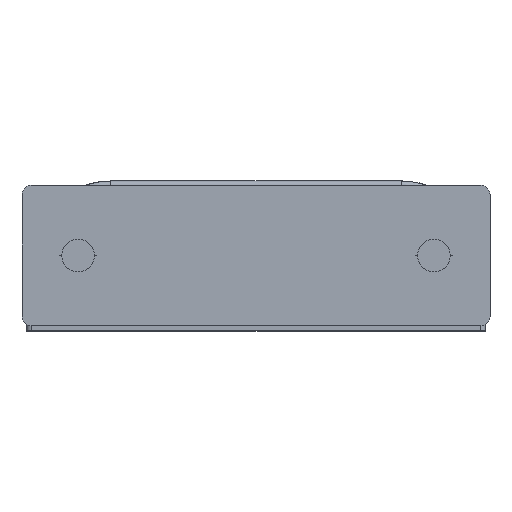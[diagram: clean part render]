
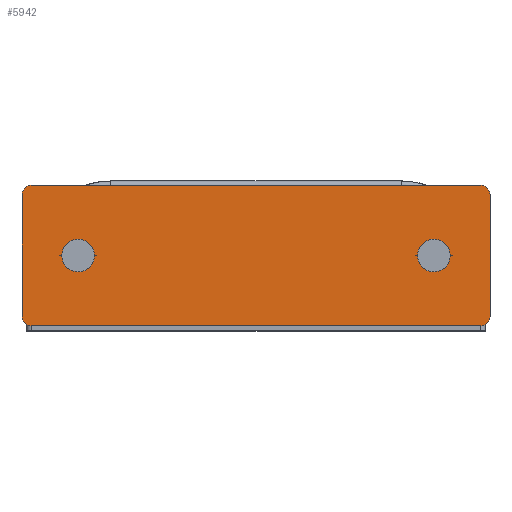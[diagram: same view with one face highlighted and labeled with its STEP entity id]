
A CAD part, top view. The second image highlights one B-rep face of the part: STEP entity #5942.
In plain terms, the highlighted planar face has unit normal (0, 0, 1).
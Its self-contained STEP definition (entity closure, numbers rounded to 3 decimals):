
#92 = DIRECTION ( 'NONE',  ( 1., 0., 0. ) ) ;
#93 = EDGE_CURVE ( 'NONE', #952, #228, #2428, .T. ) ;
#228 = VERTEX_POINT ( 'NONE', #3108 ) ;
#234 = CARTESIAN_POINT ( 'NONE',  ( 24., -7.5, 1.5 ) ) ;
#272 = CARTESIAN_POINT ( 'NONE',  ( 17.25, 0., 1.5 ) ) ;
#283 = CARTESIAN_POINT ( 'NONE',  ( -25., 7.5, 1.5 ) ) ;
#291 = VERTEX_POINT ( 'NONE', #1775 ) ;
#371 = DIRECTION ( 'NONE',  ( 0., 0., 1. ) ) ;
#404 = FACE_BOUND ( 'NONE', #2111, .T. ) ;
#442 = ORIENTED_EDGE ( 'NONE', *, *, #5309, .T. ) ;
#477 = ORIENTED_EDGE ( 'NONE', *, *, #5220, .T. ) ;
#527 = DIRECTION ( 'NONE',  ( 0., 0., 1. ) ) ;
#646 = ORIENTED_EDGE ( 'NONE', *, *, #6115, .F. ) ;
#842 = CARTESIAN_POINT ( 'NONE',  ( -19., 0., 1.5 ) ) ;
#843 = AXIS2_PLACEMENT_3D ( 'NONE', #4383, #6429, #3421 ) ;
#846 = VERTEX_POINT ( 'NONE', #5565 ) ;
#868 = EDGE_CURVE ( 'NONE', #846, #4777, #1376, .T. ) ;
#952 = VERTEX_POINT ( 'NONE', #4684 ) ;
#1042 = LINE ( 'NONE', #283, #2248 ) ;
#1104 = VERTEX_POINT ( 'NONE', #5682 ) ;
#1184 = EDGE_CURVE ( 'NONE', #228, #1104, #4969, .T. ) ;
#1220 = VERTEX_POINT ( 'NONE', #4673 ) ;
#1227 = AXIS2_PLACEMENT_3D ( 'NONE', #2276, #5773, #2789 ) ;
#1232 = EDGE_CURVE ( 'NONE', #5188, #1558, #2167, .T. ) ;
#1357 = DIRECTION ( 'NONE',  ( -1., 0., 0. ) ) ;
#1376 = LINE ( 'NONE', #5217, #2732 ) ;
#1438 = ORIENTED_EDGE ( 'NONE', *, *, #5355, .T. ) ;
#1556 = CARTESIAN_POINT ( 'NONE',  ( 25., 6.5, 1.5 ) ) ;
#1558 = VERTEX_POINT ( 'NONE', #272 ) ;
#1653 = AXIS2_PLACEMENT_3D ( 'NONE', #5431, #2447, #5934 ) ;
#1775 = CARTESIAN_POINT ( 'NONE',  ( -17.25, 0., 1.5 ) ) ;
#1843 = CIRCLE ( 'NONE', #4243, 1. ) ;
#2061 = DIRECTION ( 'NONE',  ( 0., 0., 1. ) ) ;
#2066 = ORIENTED_EDGE ( 'NONE', *, *, #3510, .T. ) ;
#2111 = EDGE_LOOP ( 'NONE', ( #3305, #646 ) ) ;
#2113 = DIRECTION ( 'NONE',  ( 0., 0., -1. ) ) ;
#2167 = CIRCLE ( 'NONE', #6426, 1.75 ) ;
#2248 = VECTOR ( 'NONE', #4302, 1000. ) ;
#2252 = AXIS2_PLACEMENT_3D ( 'NONE', #842, #4348, #1357 ) ;
#2276 = CARTESIAN_POINT ( 'NONE',  ( -24., -6.5, 1.5 ) ) ;
#2428 = CIRCLE ( 'NONE', #6034, 1. ) ;
#2447 = DIRECTION ( 'NONE',  ( 0., 0., 1. ) ) ;
#2457 = EDGE_LOOP ( 'NONE', ( #2066, #442 ) ) ;
#2720 = CARTESIAN_POINT ( 'NONE',  ( 25., -7.5, 1.5 ) ) ;
#2732 = VECTOR ( 'NONE', #4702, 1000. ) ;
#2789 = DIRECTION ( 'NONE',  ( -1., 0., 0. ) ) ;
#2889 = EDGE_LOOP ( 'NONE', ( #5165, #1438, #477, #4262, #4319, #5735, #6431, #5505 ) ) ;
#3108 = CARTESIAN_POINT ( 'NONE',  ( -25., 6.5, 1.5 ) ) ;
#3179 = CIRCLE ( 'NONE', #3882, 1.75 ) ;
#3193 = CARTESIAN_POINT ( 'NONE',  ( 20.75, 0., 1.5 ) ) ;
#3305 = ORIENTED_EDGE ( 'NONE', *, *, #1232, .F. ) ;
#3406 = CARTESIAN_POINT ( 'NONE',  ( 24., -6.5, 1.5 ) ) ;
#3421 = DIRECTION ( 'NONE',  ( -1., 0., 0. ) ) ;
#3510 = EDGE_CURVE ( 'NONE', #5595, #291, #4204, .T. ) ;
#3806 = VECTOR ( 'NONE', #5031, 1000. ) ;
#3882 = AXIS2_PLACEMENT_3D ( 'NONE', #5048, #2061, #5569 ) ;
#3911 = DIRECTION ( 'NONE',  ( -1., 0., 0. ) ) ;
#3916 = EDGE_CURVE ( 'NONE', #6132, #6036, #4511, .T. ) ;
#4141 = CARTESIAN_POINT ( 'NONE',  ( -20.75, 0., 1.5 ) ) ;
#4155 = AXIS2_PLACEMENT_3D ( 'NONE', #5102, #2113, #5620 ) ;
#4204 = CIRCLE ( 'NONE', #4155, 1.75 ) ;
#4243 = AXIS2_PLACEMENT_3D ( 'NONE', #3406, #371, #3911 ) ;
#4261 = FACE_BOUND ( 'NONE', #2457, .T. ) ;
#4262 = ORIENTED_EDGE ( 'NONE', *, *, #3916, .T. ) ;
#4302 = DIRECTION ( 'NONE',  ( -1., 0., 0. ) ) ;
#4319 = ORIENTED_EDGE ( 'NONE', *, *, #5814, .T. ) ;
#4348 = DIRECTION ( 'NONE',  ( 0., 0., -1. ) ) ;
#4383 = CARTESIAN_POINT ( 'NONE',  ( 0., 0., 1.5 ) ) ;
#4493 = CARTESIAN_POINT ( 'NONE',  ( 19., 0., 1.5 ) ) ;
#4511 = CIRCLE ( 'NONE', #1653, 1. ) ;
#4626 = CARTESIAN_POINT ( 'NONE',  ( -25., -7.5, 1.5 ) ) ;
#4673 = CARTESIAN_POINT ( 'NONE',  ( 25., -6.5, 1.5 ) ) ;
#4684 = CARTESIAN_POINT ( 'NONE',  ( -24., 7.5, 1.5 ) ) ;
#4702 = DIRECTION ( 'NONE',  ( 1., 0., 0. ) ) ;
#4777 = VERTEX_POINT ( 'NONE', #234 ) ;
#4802 = CIRCLE ( 'NONE', #2252, 1.75 ) ;
#4955 = CARTESIAN_POINT ( 'NONE',  ( 24., 7.5, 1.5 ) ) ;
#4969 = LINE ( 'NONE', #4626, #3806 ) ;
#5031 = DIRECTION ( 'NONE',  ( 0., -1., 0. ) ) ;
#5048 = CARTESIAN_POINT ( 'NONE',  ( 19., 0., 1.5 ) ) ;
#5102 = CARTESIAN_POINT ( 'NONE',  ( -19., 0., 1.5 ) ) ;
#5128 = CIRCLE ( 'NONE', #1227, 1. ) ;
#5165 = ORIENTED_EDGE ( 'NONE', *, *, #868, .T. ) ;
#5188 = VERTEX_POINT ( 'NONE', #3193 ) ;
#5217 = CARTESIAN_POINT ( 'NONE',  ( -25., -7.5, 1.5 ) ) ;
#5220 = EDGE_CURVE ( 'NONE', #1220, #6132, #5283, .T. ) ;
#5271 = EDGE_CURVE ( 'NONE', #1104, #846, #5128, .T. ) ;
#5283 = LINE ( 'NONE', #2720, #6477 ) ;
#5309 = EDGE_CURVE ( 'NONE', #291, #5595, #4802, .T. ) ;
#5355 = EDGE_CURVE ( 'NONE', #4777, #1220, #1843, .T. ) ;
#5431 = CARTESIAN_POINT ( 'NONE',  ( 24., 6.5, 1.5 ) ) ;
#5505 = ORIENTED_EDGE ( 'NONE', *, *, #5271, .T. ) ;
#5550 = CARTESIAN_POINT ( 'NONE',  ( -24., 6.5, 1.5 ) ) ;
#5565 = CARTESIAN_POINT ( 'NONE',  ( -24., -7.5, 1.5 ) ) ;
#5569 = DIRECTION ( 'NONE',  ( 1., 0., 0. ) ) ;
#5595 = VERTEX_POINT ( 'NONE', #4141 ) ;
#5618 = FACE_OUTER_BOUND ( 'NONE', #2889, .T. ) ;
#5620 = DIRECTION ( 'NONE',  ( -1., 0., 0. ) ) ;
#5682 = CARTESIAN_POINT ( 'NONE',  ( -25., -6.5, 1.5 ) ) ;
#5712 = DIRECTION ( 'NONE',  ( 0., 1., 0. ) ) ;
#5735 = ORIENTED_EDGE ( 'NONE', *, *, #93, .T. ) ;
#5773 = DIRECTION ( 'NONE',  ( 0., 0., 1. ) ) ;
#5814 = EDGE_CURVE ( 'NONE', #6036, #952, #1042, .T. ) ;
#5914 = PLANE ( 'NONE',  #843 ) ;
#5934 = DIRECTION ( 'NONE',  ( -1., 0., 0. ) ) ;
#5942 = ADVANCED_FACE ( 'NONE', ( #404, #4261, #5618 ), #5914, .F. ) ;
#6034 = AXIS2_PLACEMENT_3D ( 'NONE', #5550, #527, #6048 ) ;
#6036 = VERTEX_POINT ( 'NONE', #4955 ) ;
#6048 = DIRECTION ( 'NONE',  ( -1., 0., 0. ) ) ;
#6115 = EDGE_CURVE ( 'NONE', #1558, #5188, #3179, .T. ) ;
#6132 = VERTEX_POINT ( 'NONE', #1556 ) ;
#6426 = AXIS2_PLACEMENT_3D ( 'NONE', #4493, #6469, #92 ) ;
#6429 = DIRECTION ( 'NONE',  ( 0., 0., -1. ) ) ;
#6431 = ORIENTED_EDGE ( 'NONE', *, *, #1184, .T. ) ;
#6469 = DIRECTION ( 'NONE',  ( 0., 0., 1. ) ) ;
#6477 = VECTOR ( 'NONE', #5712, 1000. ) ;
